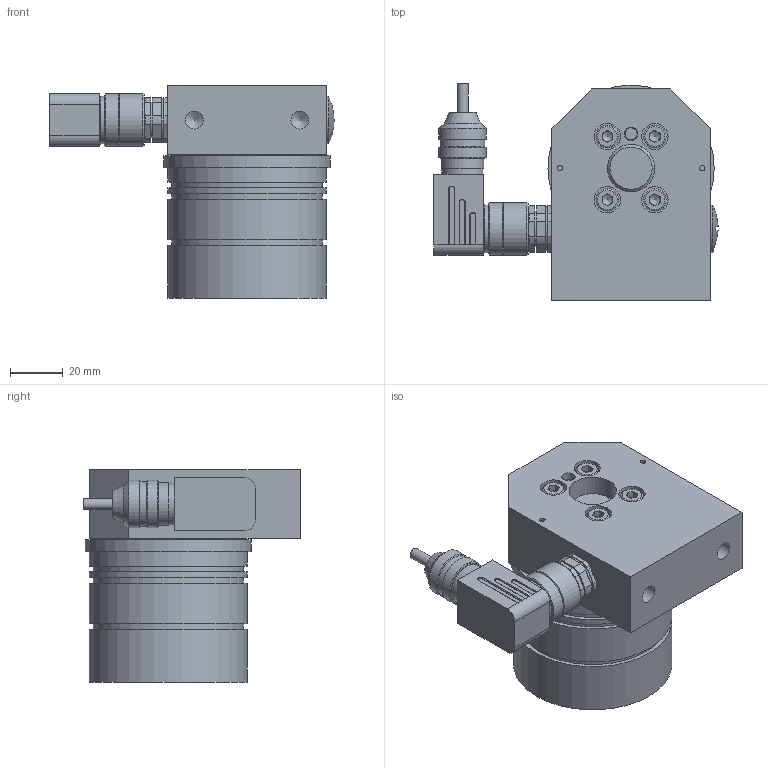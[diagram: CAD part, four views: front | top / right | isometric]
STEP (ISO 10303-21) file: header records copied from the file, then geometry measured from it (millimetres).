
FILE_DESCRIPTION (( 'STEP AP214' ), '1' );
FILE_NAME ('a_RMR3AL2-20N...1000N-S1.STEP', '2025-05-23T07:40:39', ( '' ), ( '' ), 'SwSTEP 2.0', 'SolidWorks 2023', '' );
FILE_SCHEMA (( 'AUTOMOTIVE_DESIGN' ));
Length unit declared in the file: millimetre
Products named in the file (1): a_RMR3AL2-20N...1000N-S1
Bounding box: 107.74 x 81.98 x 80.5 mm (x, y, z)
Volume: 250609.3 mm3; surface area: 77184.8 mm2
Topology: 17 solids, 18 shells, 556 faces, 1240 edges, 784 vertices
Faces by surface type: plane 279, cylinder 181, cone 65, torus 25, bspline 6
Full cylindrical faces by diameter (mm): 0.643 x1, 0.857 x5, 1 x12, 1.5 x4, 2 x2, 3 x1, 4.2 x9, 4.5 x1, 5 x11, 5.3 x8, 6 x1, 6.8 x2, 8 x1, 8.375 x1, 8.5 x8, 9.95 x1, 10 x8, 10.4 x1, 11.5 x1, 12 x2, 13.5 x2, 14.5 x2, 15 x1, 15.75 x1, 16 x3, 16.7 x1, 17 x1, 18 x8, 18.2 x1, 20 x2
Entity records: 14240 total; most frequent: CARTESIAN_POINT 2639, DIRECTION 2506, ORIENTED_EDGE 1946, AXIS2_PLACEMENT_3D 1027, EDGE_CURVE 973, EDGE_LOOP 842, VERTEX_POINT 713, FACE_OUTER_BOUND 692
